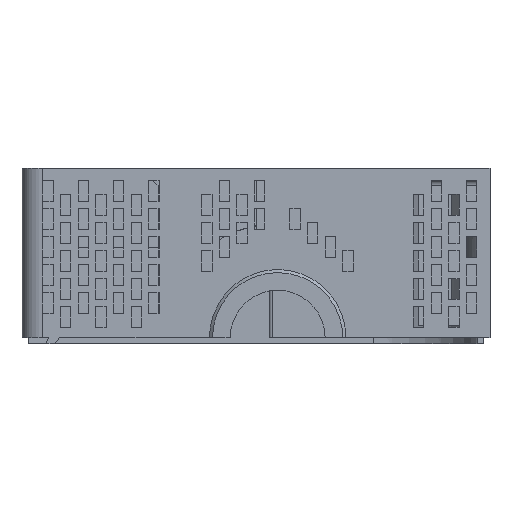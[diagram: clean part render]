
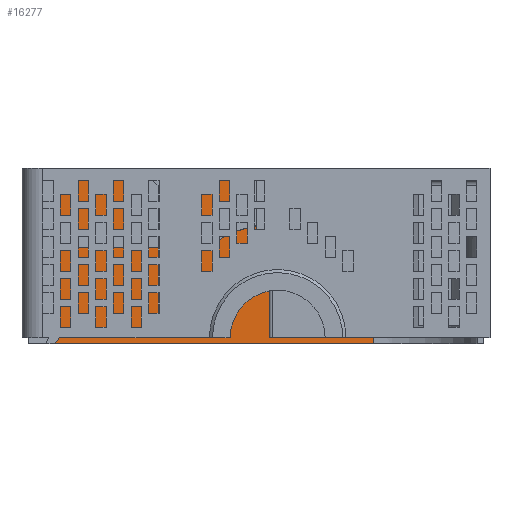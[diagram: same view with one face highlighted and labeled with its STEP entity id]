
A CAD part, front view. The second image highlights one B-rep face of the part: STEP entity #16277.
In plain terms, the highlighted planar face has unit normal (0, -1, 0).
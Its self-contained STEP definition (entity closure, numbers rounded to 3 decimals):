
#457=PLANE('',#17184);
#1165=FACE_OUTER_BOUND('',#2207,.T.);
#2207=EDGE_LOOP('',(#13146,#13147,#13148,#13149,#13150,#13151,#13152,#13153,
#13154,#13155,#13156,#13157,#13158,#13159,#13160,#13161,#13162,#13163,#13164));
#3220=LINE('',#21817,#5334);
#3224=LINE('',#21825,#5338);
#3285=LINE('',#22096,#5399);
#3404=LINE('',#23725,#5518);
#3412=LINE('',#23750,#5526);
#4230=LINE('',#25368,#6344);
#4377=LINE('',#26037,#6491);
#4380=LINE('',#26041,#6494);
#4381=LINE('',#26044,#6495);
#4384=LINE('',#26050,#6498);
#4387=LINE('',#26056,#6501);
#4391=LINE('',#26065,#6505);
#4395=LINE('',#26072,#6509);
#4397=LINE('',#26075,#6511);
#4399=LINE('',#26080,#6513);
#4402=LINE('',#26085,#6516);
#4404=LINE('',#26089,#6518);
#4405=LINE('',#26090,#6519);
#4406=LINE('',#26091,#6520);
#5334=VECTOR('',#17964,1000.);
#5338=VECTOR('',#17968,1000.);
#5399=VECTOR('',#18083,10.);
#5518=VECTOR('',#18320,1000.);
#5526=VECTOR('',#18344,1000.);
#6344=VECTOR('',#19194,1000.);
#6491=VECTOR('',#19447,1000.);
#6494=VECTOR('',#19452,1000.);
#6495=VECTOR('',#19455,1000.);
#6498=VECTOR('',#19460,1000.);
#6501=VECTOR('',#19465,1000.);
#6505=VECTOR('',#19473,1000.);
#6509=VECTOR('',#19479,1000.);
#6511=VECTOR('',#19483,1000.);
#6513=VECTOR('',#19489,1000.);
#6516=VECTOR('',#19494,1000.);
#6518=VECTOR('',#19500,1000.);
#6519=VECTOR('',#19501,1000.);
#6520=VECTOR('',#19502,1000.);
#7536=VERTEX_POINT('',#21814);
#7537=VERTEX_POINT('',#21816);
#7540=VERTEX_POINT('',#21822);
#7541=VERTEX_POINT('',#21824);
#7613=VERTEX_POINT('',#22090);
#7614=VERTEX_POINT('',#22094);
#7830=VERTEX_POINT('',#23722);
#7831=VERTEX_POINT('',#23724);
#7840=VERTEX_POINT('',#23748);
#8623=VERTEX_POINT('',#25365);
#8624=VERTEX_POINT('',#25367);
#8746=VERTEX_POINT('',#26034);
#8747=VERTEX_POINT('',#26036);
#8748=VERTEX_POINT('',#26043);
#8750=VERTEX_POINT('',#26049);
#8752=VERTEX_POINT('',#26055);
#8754=VERTEX_POINT('',#26063);
#8755=VERTEX_POINT('',#26064);
#8758=VERTEX_POINT('',#26079);
#9126=EDGE_CURVE('',#7537,#7536,#3220,.T.);
#9130=EDGE_CURVE('',#7541,#7540,#3224,.T.);
#9214=EDGE_CURVE('',#7614,#7613,#3285,.T.);
#9450=EDGE_CURVE('',#7831,#7830,#3404,.T.);
#9464=EDGE_CURVE('',#7840,#7830,#3412,.T.);
#10288=EDGE_CURVE('',#8624,#8623,#4230,.T.);
#10453=EDGE_CURVE('',#8746,#8747,#4377,.T.);
#10456=EDGE_CURVE('',#8747,#7614,#4380,.T.);
#10457=EDGE_CURVE('',#8748,#7541,#4381,.T.);
#10460=EDGE_CURVE('',#8750,#8748,#4384,.T.);
#10463=EDGE_CURVE('',#8752,#8750,#4387,.T.);
#10467=EDGE_CURVE('',#8754,#8755,#4391,.T.);
#10471=EDGE_CURVE('',#7540,#8754,#4395,.T.);
#10473=EDGE_CURVE('',#8755,#7537,#4397,.T.);
#10475=EDGE_CURVE('',#8758,#7536,#4399,.T.);
#10478=EDGE_CURVE('',#8624,#8758,#4402,.T.);
#10480=EDGE_CURVE('',#8746,#8752,#4404,.T.);
#10481=EDGE_CURVE('',#8623,#7831,#4405,.T.);
#10482=EDGE_CURVE('',#7840,#7613,#4406,.T.);
#13146=ORIENTED_EDGE('',*,*,#9214,.F.);
#13147=ORIENTED_EDGE('',*,*,#10456,.F.);
#13148=ORIENTED_EDGE('',*,*,#10453,.F.);
#13149=ORIENTED_EDGE('',*,*,#10480,.T.);
#13150=ORIENTED_EDGE('',*,*,#10463,.T.);
#13151=ORIENTED_EDGE('',*,*,#10460,.T.);
#13152=ORIENTED_EDGE('',*,*,#10457,.T.);
#13153=ORIENTED_EDGE('',*,*,#9130,.T.);
#13154=ORIENTED_EDGE('',*,*,#10471,.T.);
#13155=ORIENTED_EDGE('',*,*,#10467,.T.);
#13156=ORIENTED_EDGE('',*,*,#10473,.T.);
#13157=ORIENTED_EDGE('',*,*,#9126,.T.);
#13158=ORIENTED_EDGE('',*,*,#10475,.F.);
#13159=ORIENTED_EDGE('',*,*,#10478,.F.);
#13160=ORIENTED_EDGE('',*,*,#10288,.T.);
#13161=ORIENTED_EDGE('',*,*,#10481,.T.);
#13162=ORIENTED_EDGE('',*,*,#9450,.T.);
#13163=ORIENTED_EDGE('',*,*,#9464,.F.);
#13164=ORIENTED_EDGE('',*,*,#10482,.T.);
#16277=ADVANCED_FACE('',(#1165),#457,.F.);
#17184=AXIS2_PLACEMENT_3D('',#26088,#19498,#19499);
#17964=DIRECTION('',(-1.,0.,0.));
#17968=DIRECTION('',(-1.,0.,0.));
#18083=DIRECTION('',(1.,0.,0.));
#18320=DIRECTION('',(0.,0.,1.));
#18344=DIRECTION('',(1.,0.,0.));
#19194=DIRECTION('',(0.,0.,-1.));
#19447=DIRECTION('',(1.,0.,0.));
#19452=DIRECTION('',(0.,0.,1.));
#19455=DIRECTION('',(0.,0.,1.));
#19460=DIRECTION('',(-1.,0.,0.));
#19465=DIRECTION('',(0.,0.,1.));
#19473=DIRECTION('',(-1.,0.,0.));
#19479=DIRECTION('',(0.,0.,-1.));
#19483=DIRECTION('',(0.,0.,1.));
#19489=DIRECTION('',(0.,0.,1.));
#19494=DIRECTION('',(1.,0.,0.));
#19498=DIRECTION('center_axis',(0.,1.,0.));
#19499=DIRECTION('ref_axis',(0.,0.,1.));
#19500=DIRECTION('',(-0.707,0.,0.707));
#19501=DIRECTION('',(1.,0.,0.));
#19502=DIRECTION('',(0.,0.,1.));
#21814=CARTESIAN_POINT('',(-73.888,91.729,-110.745));
#21816=CARTESIAN_POINT('',(-56.138,91.729,-110.745));
#21817=CARTESIAN_POINT('',(-29.438,91.729,-110.745));
#21822=CARTESIAN_POINT('',(-53.738,91.729,-110.745));
#21824=CARTESIAN_POINT('',(-35.988,91.729,-110.745));
#21825=CARTESIAN_POINT('',(-29.438,91.729,-110.745));
#22090=CARTESIAN_POINT('',(-21.938,91.729,-112.245));
#22094=CARTESIAN_POINT('',(-31.188,91.729,-112.245));
#22096=CARTESIAN_POINT('',(-29.438,91.729,-112.245));
#23722=CARTESIAN_POINT('',(-10.938,91.729,-141.045));
#23724=CARTESIAN_POINT('',(-10.938,91.729,-142.245));
#23725=CARTESIAN_POINT('',(-10.938,91.729,-142.245));
#23748=CARTESIAN_POINT('',(-21.938,91.729,-141.045));
#23750=CARTESIAN_POINT('',(0.,91.729,-141.045));
#25365=CARTESIAN_POINT('',(-76.288,91.729,-142.245));
#25367=CARTESIAN_POINT('',(-76.288,91.729,-119.695));
#25368=CARTESIAN_POINT('',(-76.288,91.729,-141.045));
#26034=CARTESIAN_POINT('',(-32.088,91.729,-130.045));
#26036=CARTESIAN_POINT('',(-31.188,91.729,-130.045));
#26037=CARTESIAN_POINT('',(-29.438,91.729,-130.045));
#26041=CARTESIAN_POINT('',(-31.188,91.729,-141.045));
#26043=CARTESIAN_POINT('',(-35.988,91.729,-119.695));
#26044=CARTESIAN_POINT('',(-35.988,91.729,-141.045));
#26049=CARTESIAN_POINT('',(-33.588,91.729,-119.695));
#26050=CARTESIAN_POINT('',(-29.438,91.729,-119.695));
#26055=CARTESIAN_POINT('',(-33.588,91.729,-128.545));
#26056=CARTESIAN_POINT('',(-33.588,91.729,-141.045));
#26063=CARTESIAN_POINT('',(-53.738,91.729,-119.695));
#26064=CARTESIAN_POINT('',(-56.138,91.729,-119.695));
#26065=CARTESIAN_POINT('',(-29.438,91.729,-119.695));
#26072=CARTESIAN_POINT('',(-53.738,91.729,-141.045));
#26075=CARTESIAN_POINT('',(-56.138,91.729,-141.045));
#26079=CARTESIAN_POINT('',(-73.888,91.729,-119.695));
#26080=CARTESIAN_POINT('',(-73.888,91.729,-141.045));
#26085=CARTESIAN_POINT('',(-29.438,91.729,-119.695));
#26088=CARTESIAN_POINT('Origin',(-29.438,91.729,-141.045));
#26089=CARTESIAN_POINT('',(-25.263,91.729,-136.87));
#26090=CARTESIAN_POINT('',(0.,91.729,-142.245));
#26091=CARTESIAN_POINT('',(-21.938,91.729,-141.045));
